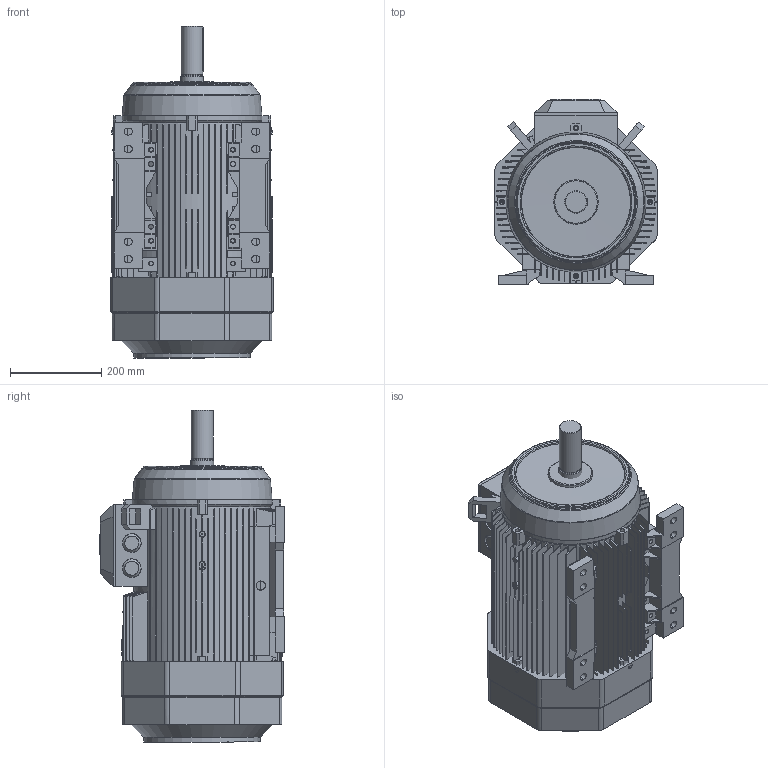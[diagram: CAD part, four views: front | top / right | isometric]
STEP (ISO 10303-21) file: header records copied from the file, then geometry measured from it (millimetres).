
FILE_DESCRIPTION((''),'2;1');
FILE_NAME('3GZV100086-14.stp','2015-07-02T11:16:08',('sejotaa1'),(''),'Autodesk Inventor 2011','Autodesk Inventor 2011','');
FILE_SCHEMA(('AUTOMOTIVE_DESIGN { 1 0 10303 214 1 1 1 1 }'));
Length unit declared in the file: millimetre
Products named in the file (1): 3GZV100086-14
Bounding box: 354.5 x 404.65 x 726.25 mm (x, y, z)
Volume: 49894330 mm3; surface area: 5453788.6 mm2
Topology: 20 solids, 1492 shells, 2234 faces, 9304 edges, 8496 vertices
Faces by surface type: plane 1488, cone 460, cylinder 196, bspline 54, torus 36
Full cylindrical faces by diameter (mm): 6 x8, 10.5 x16, 20 x4, 25 x2, 40 x2, 42.5 x2, 45 x4, 47.4 x2, 48 x2, 49.4 x2, 50 x2, 53 x2, 59 x2, 60 x2, 255.06 x2, 286.63 x2
Entity records: 114881 total; most frequent: CARTESIAN_POINT 32825, DIRECTION 13802, ORIENTED_EDGE 10880, EDGE_CURVE 9090, VERTEX_POINT 8486, VECTOR 5304, LINE 5304, AXIS2_PLACEMENT_3D 4249
